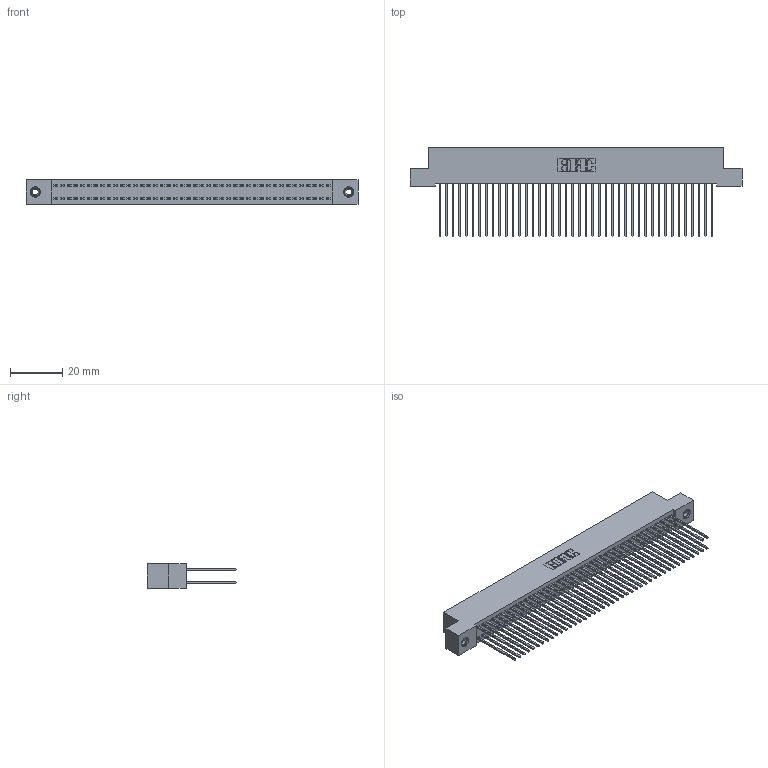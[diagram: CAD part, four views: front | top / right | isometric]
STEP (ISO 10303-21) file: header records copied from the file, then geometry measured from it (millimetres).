
FILE_DESCRIPTION (( 'STEP AP203' ), '1' );
FILE_NAME ('342-084-541-208.STEP', '2019-10-04T12:40:46', ( '' ), ( '' ), 'SwSTEP 2.0', 'SolidWorks 2016', '' );
FILE_SCHEMA (( 'CONFIG_CONTROL_DESIGN' ));
Length unit declared in the file: inch
Products named in the file (4): 342 Part_TI; 345-292-001_345-293-141; 345-250-001_345-250-003-102; 342-084-541-208
Assembly tree (87 placements, depth 2):
  342-084-541-208
    342 Part_TI
    345-292-001_345-293-141  x84
    345-250-001_345-250-003-102  x2
Bounding box: 127 x 34.3 x 9.4 mm (x, y, z)
Volume: 11887.2 mm3; surface area: 21538.8 mm2
Topology: 87 solids, 87 shells, 4538 faces, 13455 edges, 8850 vertices
Faces by surface type: plane 3122, cylinder 1400, cone 12, torus 4
Entity records: 28092 total; most frequent: CARTESIAN_POINT 4637, ORIENTED_EDGE 4566, DIRECTION 3993, EDGE_CURVE 2283, LINE 2135, VECTOR 2135, VERTEX_POINT 1516, AXIS2_PLACEMENT_3D 929
